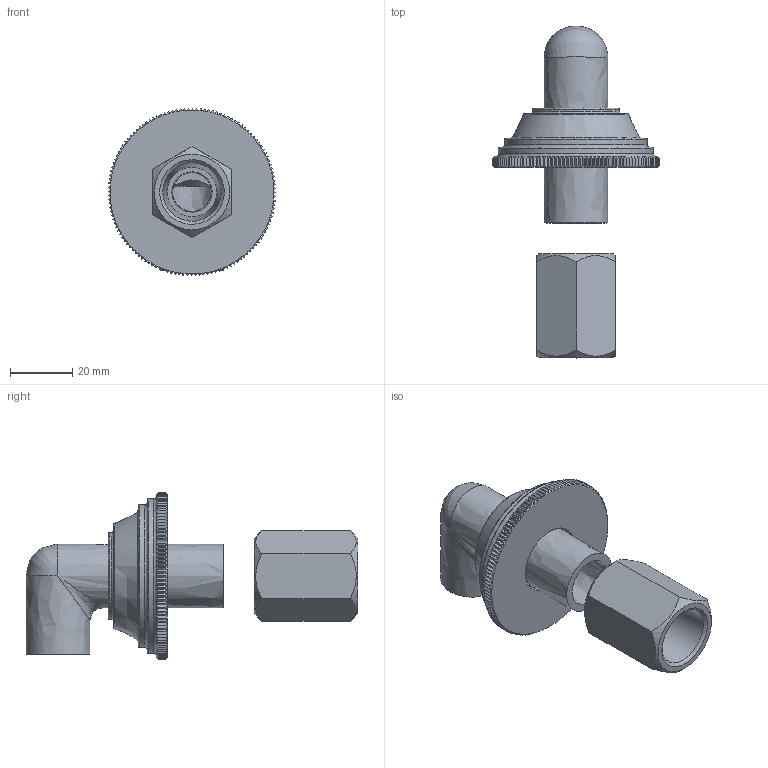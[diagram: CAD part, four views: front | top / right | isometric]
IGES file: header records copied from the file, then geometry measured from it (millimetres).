
Global section: file name: V664-A; native system: Autodesk Inventor 2018; preprocessor: unknown; author: adaniels; date: 20171023.112750; units: millimetre
Bounding box: 54 x 107 x 54 mm (x, y, z)
Volume: 43781.4 mm3; surface area: 23019.4 mm2
Topology: 5 solids, 5 shells, 698 faces, 1560 edges, 874 vertices
Faces by surface type: bspline 698
